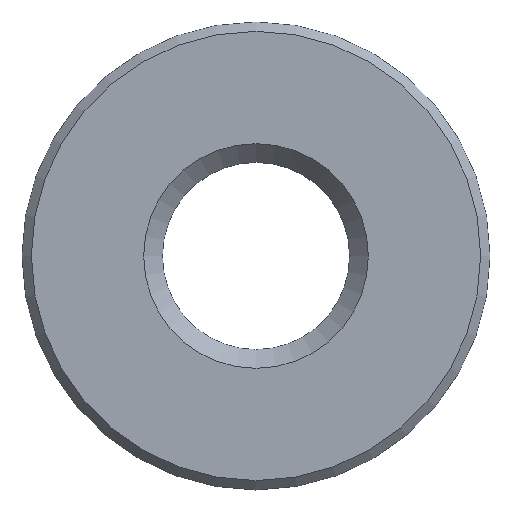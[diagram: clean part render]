
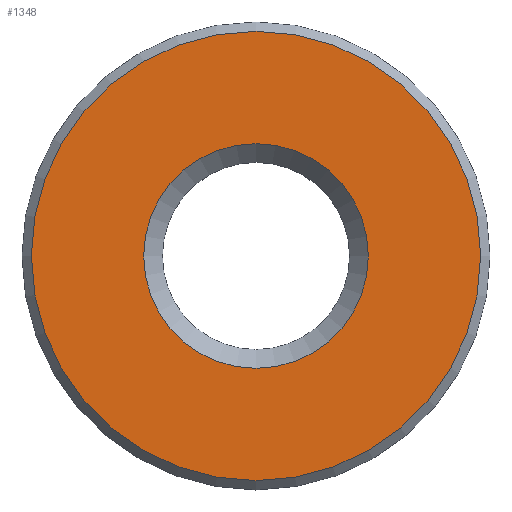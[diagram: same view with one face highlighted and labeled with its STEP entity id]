
A CAD part, top view. The second image highlights one B-rep face of the part: STEP entity #1348.
In plain terms, the highlighted planar face has unit normal (0, 0, 1).
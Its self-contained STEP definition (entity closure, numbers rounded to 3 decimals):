
#17=FACE_BOUND('',#185,.T.);
#31=PLANE('',#1442);
#106=FACE_OUTER_BOUND('',#184,.T.);
#184=EDGE_LOOP('',(#969));
#185=EDGE_LOOP('',(#970));
#643=CIRCLE('',#1440,24.);
#645=CIRCLE('',#1443,12.);
#649=VERTEX_POINT('',#1879);
#651=VERTEX_POINT('',#1885);
#775=EDGE_CURVE('',#649,#649,#643,.T.);
#778=EDGE_CURVE('',#651,#651,#645,.T.);
#969=ORIENTED_EDGE('',*,*,#775,.F.);
#970=ORIENTED_EDGE('',*,*,#778,.F.);
#1348=ADVANCED_FACE('',(#106,#17),#31,.T.);
#1440=AXIS2_PLACEMENT_3D('',#1880,#1527,#1528);
#1442=AXIS2_PLACEMENT_3D('',#1884,#1532,#1533);
#1443=AXIS2_PLACEMENT_3D('',#1886,#1534,#1535);
#1527=DIRECTION('center_axis',(0.,0.,-1.));
#1528=DIRECTION('ref_axis',(1.,0.,0.));
#1532=DIRECTION('center_axis',(0.,0.,1.));
#1533=DIRECTION('ref_axis',(1.,0.,0.));
#1534=DIRECTION('center_axis',(0.,0.,1.));
#1535=DIRECTION('ref_axis',(1.,0.,0.));
#1879=CARTESIAN_POINT('',(-24.,0.,5.));
#1880=CARTESIAN_POINT('Origin',(0.,0.,5.));
#1884=CARTESIAN_POINT('Origin',(0.,0.,5.));
#1885=CARTESIAN_POINT('',(-12.,0.,5.));
#1886=CARTESIAN_POINT('Origin',(0.,0.,5.));
